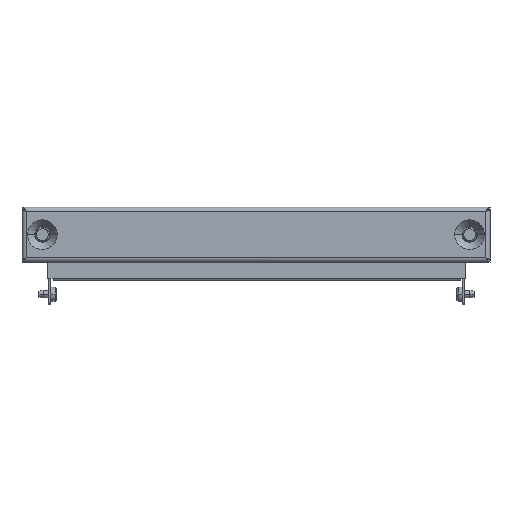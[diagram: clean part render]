
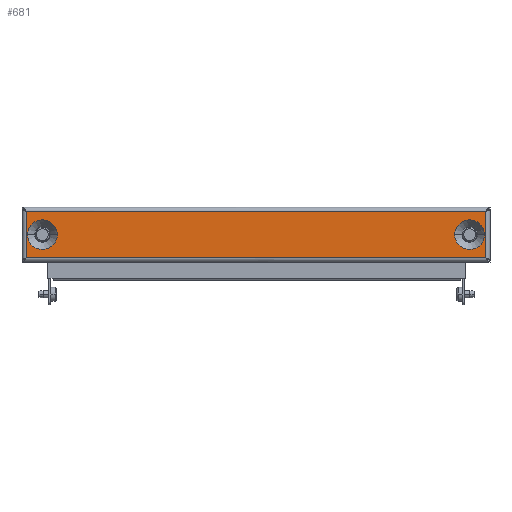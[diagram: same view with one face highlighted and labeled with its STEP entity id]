
A CAD part, top view. The second image highlights one B-rep face of the part: STEP entity #681.
In plain terms, the highlighted planar face has unit normal (0, 0, 1).
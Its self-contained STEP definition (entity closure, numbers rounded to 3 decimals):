
#681=ADVANCED_FACE('',(#1708,#1709,#1710),#1711,.F.);
#1708=FACE_OUTER_BOUND('',#3332,.T.);
#1709=FACE_BOUND('',#3333,.T.);
#1710=FACE_BOUND('',#3334,.T.);
#1711=PLANE('',#3335);
#3332=EDGE_LOOP('',(#5870,#5871,#5872,#5873));
#3333=EDGE_LOOP('',(#5874,#5875));
#3334=EDGE_LOOP('',(#5876,#5877));
#3335=AXIS2_PLACEMENT_3D('',#5878,#5879,#5880);
#5870=ORIENTED_EDGE('',*,*,#9442,.T.);
#5871=ORIENTED_EDGE('',*,*,#9443,.T.);
#5872=ORIENTED_EDGE('',*,*,#9444,.T.);
#5873=ORIENTED_EDGE('',*,*,#9445,.T.);
#5874=ORIENTED_EDGE('',*,*,#9434,.T.);
#5875=ORIENTED_EDGE('',*,*,#9399,.T.);
#5876=ORIENTED_EDGE('',*,*,#9425,.T.);
#5877=ORIENTED_EDGE('',*,*,#9415,.T.);
#5878=CARTESIAN_POINT('',(3.5,81.8,117.5));
#5879=DIRECTION('',(0.,0.,-1.0));
#5880=DIRECTION('',(1.0,0.,0.0));
#9399=EDGE_CURVE('',#11232,#11229,#11233,.T.);
#9415=EDGE_CURVE('',#11261,#11258,#11262,.T.);
#9425=EDGE_CURVE('',#11258,#11261,#11277,.T.);
#9434=EDGE_CURVE('',#11229,#11232,#11286,.T.);
#9442=EDGE_CURVE('',#11294,#11295,#11296,.T.);
#9443=EDGE_CURVE('',#11295,#11297,#11298,.T.);
#9444=EDGE_CURVE('',#11297,#11299,#11300,.T.);
#9445=EDGE_CURVE('',#11299,#11294,#11301,.T.);
#11229=VERTEX_POINT('',#13738);
#11232=VERTEX_POINT('',#13742);
#11233=CIRCLE('',#13743,12.5);
#11258=VERTEX_POINT('',#13773);
#11261=VERTEX_POINT('',#13777);
#11262=CIRCLE('',#13778,12.5);
#11277=CIRCLE('',#13798,12.5);
#11286=CIRCLE('',#13807,12.5);
#11294=VERTEX_POINT('',#13815);
#11295=VERTEX_POINT('',#13816);
#11296=LINE('',#13817,#13818);
#11297=VERTEX_POINT('',#13819);
#11298=LINE('',#13820,#13821);
#11299=VERTEX_POINT('',#13822);
#11300=LINE('',#13823,#13824);
#11301=LINE('',#13825,#13826);
#13738=CARTESIAN_POINT('',(363.625,58.8,117.5));
#13742=CARTESIAN_POINT('',(388.625,58.8,117.5));
#13743=AXIS2_PLACEMENT_3D('',#16919,#16920,#16921);
#13773=CARTESIAN_POINT('',(4.625,58.8,117.5));
#13777=CARTESIAN_POINT('',(29.625,58.8,117.5));
#13778=AXIS2_PLACEMENT_3D('',#16946,#16947,#16948);
#13798=AXIS2_PLACEMENT_3D('',#16960,#16961,#16962);
#13807=AXIS2_PLACEMENT_3D('',#16978,#16979,#16980);
#13815=CARTESIAN_POINT('',(3.5,39.3,117.5));
#13816=CARTESIAN_POINT('',(389.75,39.3,117.5));
#13817=CARTESIAN_POINT('',(3.5,39.3,117.5));
#13818=VECTOR('',#16993,1.0);
#13819=CARTESIAN_POINT('',(389.75,78.3,117.5));
#13820=CARTESIAN_POINT('',(389.75,35.8,117.5));
#13821=VECTOR('',#16994,1.0);
#13822=CARTESIAN_POINT('',(3.5,78.3,117.5));
#13823=CARTESIAN_POINT('',(389.75,78.3,117.5));
#13824=VECTOR('',#16995,1.0);
#13825=CARTESIAN_POINT('',(3.5,35.8,117.5));
#13826=VECTOR('',#16996,1.0);
#16919=CARTESIAN_POINT('',(376.125,58.8,117.5));
#16920=DIRECTION('',(-0.0,0.,-1.0));
#16921=DIRECTION('',(-1.0,0.0,0.0));
#16946=CARTESIAN_POINT('',(17.125,58.8,117.5));
#16947=DIRECTION('',(-0.0,0.,-1.0));
#16948=DIRECTION('',(-1.0,0.0,0.0));
#16960=CARTESIAN_POINT('',(17.125,58.8,117.5));
#16961=DIRECTION('',(-0.0,0.,-1.0));
#16962=DIRECTION('',(-1.0,0.0,0.0));
#16978=CARTESIAN_POINT('',(376.125,58.8,117.5));
#16979=DIRECTION('',(-0.0,0.,-1.0));
#16980=DIRECTION('',(-1.0,0.0,0.0));
#16993=DIRECTION('',(1.0,0.,0.));
#16994=DIRECTION('',(0.,1.0,0.));
#16995=DIRECTION('',(-1.0,0.,0.));
#16996=DIRECTION('',(0.,-1.0,0.));
